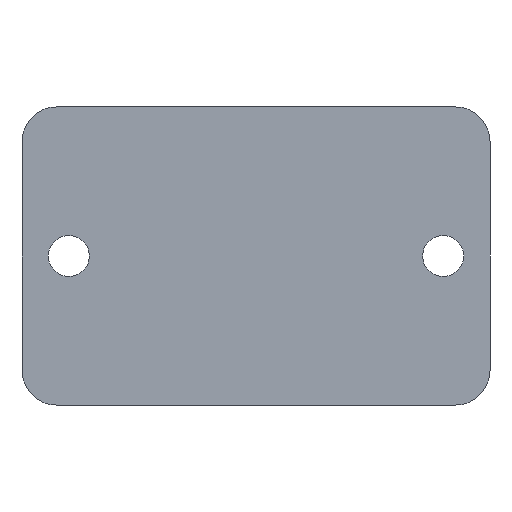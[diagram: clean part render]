
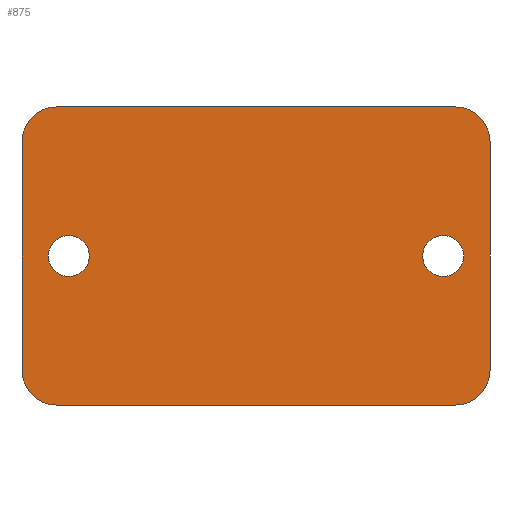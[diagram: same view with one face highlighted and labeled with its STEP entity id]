
A CAD part, front view. The second image highlights one B-rep face of the part: STEP entity #875.
In plain terms, the highlighted planar face has unit normal (0, -1, 0).
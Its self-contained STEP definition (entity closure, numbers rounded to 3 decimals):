
#8 = AXIS2_PLACEMENT_3D ( 'NONE', #685, #247, #762 ) ;
#13 = CIRCLE ( 'NONE', #155, 1.75 ) ;
#36 = CARTESIAN_POINT ( 'NONE',  ( 20., -4., -12.75 ) ) ;
#44 = ORIENTED_EDGE ( 'NONE', *, *, #856, .T. ) ;
#46 = CARTESIAN_POINT ( 'NONE',  ( -20., -4., 12.75 ) ) ;
#47 = DIRECTION ( 'NONE',  ( 0., 0., 1. ) ) ;
#55 = VECTOR ( 'NONE', #188, 1000. ) ;
#59 = DIRECTION ( 'NONE',  ( 0., 1., 0. ) ) ;
#61 = DIRECTION ( 'NONE',  ( 0., 1., 0. ) ) ;
#76 = CIRCLE ( 'NONE', #8, 3. ) ;
#93 = DIRECTION ( 'NONE',  ( 0., 0., -1. ) ) ;
#94 = AXIS2_PLACEMENT_3D ( 'NONE', #410, #904, #47 ) ;
#96 = CARTESIAN_POINT ( 'NONE',  ( -17., -4., -9.75 ) ) ;
#102 = DIRECTION ( 'NONE',  ( -1., 0., 0. ) ) ;
#114 = CARTESIAN_POINT ( 'NONE',  ( -17., -4., 12.75 ) ) ;
#115 = ORIENTED_EDGE ( 'NONE', *, *, #624, .T. ) ;
#124 = CARTESIAN_POINT ( 'NONE',  ( -16., -4., 1.75 ) ) ;
#127 = ORIENTED_EDGE ( 'NONE', *, *, #199, .F. ) ;
#132 = CARTESIAN_POINT ( 'NONE',  ( 17., -4., 12.75 ) ) ;
#137 = ORIENTED_EDGE ( 'NONE', *, *, #593, .T. ) ;
#139 = EDGE_LOOP ( 'NONE', ( #820, #218 ) ) ;
#140 = LINE ( 'NONE', #36, #498 ) ;
#143 = VERTEX_POINT ( 'NONE', #584 ) ;
#148 = VERTEX_POINT ( 'NONE', #158 ) ;
#155 = AXIS2_PLACEMENT_3D ( 'NONE', #476, #59, #331 ) ;
#158 = CARTESIAN_POINT ( 'NONE',  ( -20., -4., -9.75 ) ) ;
#165 = DIRECTION ( 'NONE',  ( 0., 0., 1. ) ) ;
#170 = DIRECTION ( 'NONE',  ( 0., 0., 1. ) ) ;
#174 = FACE_BOUND ( 'NONE', #139, .T. ) ;
#188 = DIRECTION ( 'NONE',  ( 0., 0., -1. ) ) ;
#199 = EDGE_CURVE ( 'NONE', #705, #460, #251, .T. ) ;
#202 = AXIS2_PLACEMENT_3D ( 'NONE', #777, #338, #839 ) ;
#204 = CARTESIAN_POINT ( 'NONE',  ( -17., -4., -12.75 ) ) ;
#208 = VECTOR ( 'NONE', #93, 1000. ) ;
#216 = CARTESIAN_POINT ( 'NONE',  ( 17., -4., -12.75 ) ) ;
#218 = ORIENTED_EDGE ( 'NONE', *, *, #816, .T. ) ;
#228 = VERTEX_POINT ( 'NONE', #216 ) ;
#234 = CARTESIAN_POINT ( 'NONE',  ( -17., -4., 9.75 ) ) ;
#247 = DIRECTION ( 'NONE',  ( 0., -1., 0. ) ) ;
#250 = CARTESIAN_POINT ( 'NONE',  ( 20., -4., 9.75 ) ) ;
#251 = LINE ( 'NONE', #597, #208 ) ;
#261 = LINE ( 'NONE', #46, #55 ) ;
#263 = EDGE_CURVE ( 'NONE', #470, #395, #745, .T. ) ;
#269 = PLANE ( 'NONE',  #540 ) ;
#286 = ORIENTED_EDGE ( 'NONE', *, *, #813, .T. ) ;
#289 = CARTESIAN_POINT ( 'NONE',  ( 20., -4., 12.75 ) ) ;
#306 = DIRECTION ( 'NONE',  ( 0., 0., 1. ) ) ;
#307 = EDGE_CURVE ( 'NONE', #705, #470, #76, .T. ) ;
#313 = CARTESIAN_POINT ( 'NONE',  ( -16., -4., 0. ) ) ;
#331 = DIRECTION ( 'NONE',  ( 0., 0., 1. ) ) ;
#338 = DIRECTION ( 'NONE',  ( 0., -1., 0. ) ) ;
#341 = CARTESIAN_POINT ( 'NONE',  ( -16., -4., -1.75 ) ) ;
#350 = AXIS2_PLACEMENT_3D ( 'NONE', #479, #61, #560 ) ;
#352 = CARTESIAN_POINT ( 'NONE',  ( 20., -4., -9.75 ) ) ;
#362 = EDGE_CURVE ( 'NONE', #511, #673, #799, .T. ) ;
#366 = AXIS2_PLACEMENT_3D ( 'NONE', #234, #747, #306 ) ;
#390 = CIRCLE ( 'NONE', #202, 3. ) ;
#395 = VERTEX_POINT ( 'NONE', #114 ) ;
#410 = CARTESIAN_POINT ( 'NONE',  ( 16., -4., 0. ) ) ;
#422 = DIRECTION ( 'NONE',  ( 0., 0., 1. ) ) ;
#457 = AXIS2_PLACEMENT_3D ( 'NONE', #96, #600, #170 ) ;
#458 = CARTESIAN_POINT ( 'NONE',  ( 16., -4., -1.75 ) ) ;
#460 = VERTEX_POINT ( 'NONE', #352 ) ;
#470 = VERTEX_POINT ( 'NONE', #132 ) ;
#476 = CARTESIAN_POINT ( 'NONE',  ( 16., -4., 0. ) ) ;
#479 = CARTESIAN_POINT ( 'NONE',  ( -16., -4., 0. ) ) ;
#498 = VECTOR ( 'NONE', #102, 1000. ) ;
#511 = VERTEX_POINT ( 'NONE', #874 ) ;
#524 = ORIENTED_EDGE ( 'NONE', *, *, #307, .T. ) ;
#533 = FACE_BOUND ( 'NONE', #800, .T. ) ;
#540 = AXIS2_PLACEMENT_3D ( 'NONE', #784, #848, #422 ) ;
#557 = AXIS2_PLACEMENT_3D ( 'NONE', #313, #819, #165 ) ;
#560 = DIRECTION ( 'NONE',  ( 0., 0., 1. ) ) ;
#570 = VECTOR ( 'NONE', #729, 1000. ) ;
#579 = EDGE_CURVE ( 'NONE', #395, #143, #590, .T. ) ;
#584 = CARTESIAN_POINT ( 'NONE',  ( -20., -4., 9.75 ) ) ;
#590 = CIRCLE ( 'NONE', #366, 3. ) ;
#593 = EDGE_CURVE ( 'NONE', #148, #916, #743, .T. ) ;
#597 = CARTESIAN_POINT ( 'NONE',  ( 20., -4., 12.75 ) ) ;
#600 = DIRECTION ( 'NONE',  ( 0., -1., 0. ) ) ;
#618 = ORIENTED_EDGE ( 'NONE', *, *, #654, .F. ) ;
#624 = EDGE_CURVE ( 'NONE', #851, #882, #903, .T. ) ;
#631 = ORIENTED_EDGE ( 'NONE', *, *, #579, .T. ) ;
#654 = EDGE_CURVE ( 'NONE', #228, #916, #140, .T. ) ;
#663 = EDGE_LOOP ( 'NONE', ( #618, #286, #127, #524, #695, #631, #679, #137 ) ) ;
#673 = VERTEX_POINT ( 'NONE', #458 ) ;
#679 = ORIENTED_EDGE ( 'NONE', *, *, #757, .T. ) ;
#685 = CARTESIAN_POINT ( 'NONE',  ( 17., -4., 9.75 ) ) ;
#695 = ORIENTED_EDGE ( 'NONE', *, *, #263, .T. ) ;
#705 = VERTEX_POINT ( 'NONE', #250 ) ;
#728 = CIRCLE ( 'NONE', #350, 1.75 ) ;
#729 = DIRECTION ( 'NONE',  ( -1., 0., 0. ) ) ;
#743 = CIRCLE ( 'NONE', #457, 3. ) ;
#745 = LINE ( 'NONE', #289, #570 ) ;
#747 = DIRECTION ( 'NONE',  ( 0., -1., 0. ) ) ;
#757 = EDGE_CURVE ( 'NONE', #143, #148, #261, .T. ) ;
#762 = DIRECTION ( 'NONE',  ( 0., 0., 1. ) ) ;
#777 = CARTESIAN_POINT ( 'NONE',  ( 17., -4., -9.75 ) ) ;
#778 = FACE_OUTER_BOUND ( 'NONE', #663, .T. ) ;
#784 = CARTESIAN_POINT ( 'NONE',  ( 0., -4., 0. ) ) ;
#799 = CIRCLE ( 'NONE', #94, 1.75 ) ;
#800 = EDGE_LOOP ( 'NONE', ( #44, #115 ) ) ;
#813 = EDGE_CURVE ( 'NONE', #228, #460, #390, .T. ) ;
#816 = EDGE_CURVE ( 'NONE', #673, #511, #13, .T. ) ;
#819 = DIRECTION ( 'NONE',  ( 0., 1., 0. ) ) ;
#820 = ORIENTED_EDGE ( 'NONE', *, *, #362, .T. ) ;
#839 = DIRECTION ( 'NONE',  ( 0., 0., 1. ) ) ;
#848 = DIRECTION ( 'NONE',  ( 0., 1., 0. ) ) ;
#851 = VERTEX_POINT ( 'NONE', #341 ) ;
#856 = EDGE_CURVE ( 'NONE', #882, #851, #728, .T. ) ;
#874 = CARTESIAN_POINT ( 'NONE',  ( 16., -4., 1.75 ) ) ;
#875 = ADVANCED_FACE ( 'NONE', ( #533, #174, #778 ), #269, .F. ) ;
#882 = VERTEX_POINT ( 'NONE', #124 ) ;
#903 = CIRCLE ( 'NONE', #557, 1.75 ) ;
#904 = DIRECTION ( 'NONE',  ( 0., 1., 0. ) ) ;
#916 = VERTEX_POINT ( 'NONE', #204 ) ;
